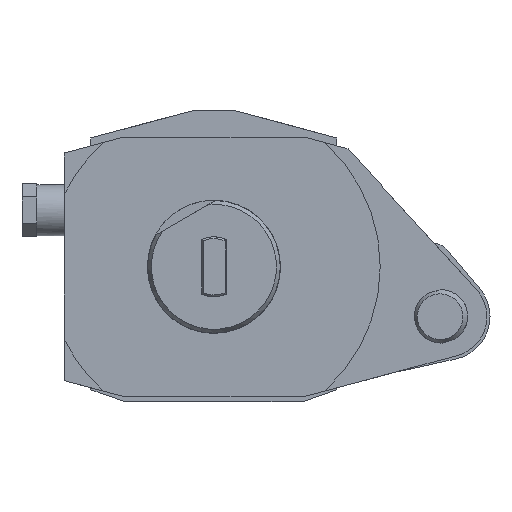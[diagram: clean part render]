
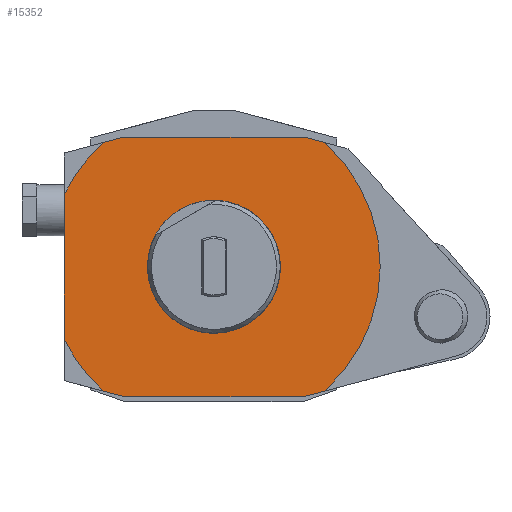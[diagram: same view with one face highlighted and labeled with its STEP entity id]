
A CAD part, front view. The second image highlights one B-rep face of the part: STEP entity #15352.
In plain terms, the highlighted planar face has unit normal (0, -1, 0).
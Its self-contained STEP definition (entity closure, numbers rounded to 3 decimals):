
#17 = VERTEX_POINT ( 'NONE', #25544 ) ;
#107 = LINE ( 'NONE', #25571, #21379 ) ;
#1151 = DIRECTION ( 'NONE',  ( 0.966, 0., 0.259 ) ) ;
#2173 = ORIENTED_EDGE ( 'NONE', *, *, #9073, .F. ) ;
#2235 = VECTOR ( 'NONE', #24121, 1000. ) ;
#2717 = DIRECTION ( 'NONE',  ( -1., 0., 0. ) ) ;
#3071 = DIRECTION ( 'NONE',  ( 0., 1., 0. ) ) ;
#3115 = ORIENTED_EDGE ( 'NONE', *, *, #21075, .T. ) ;
#3132 = CARTESIAN_POINT ( 'NONE',  ( 0., 0., 0. ) ) ;
#3309 = VECTOR ( 'NONE', #1151, 1000. ) ;
#3314 = CARTESIAN_POINT ( 'NONE',  ( -19.8, 0., 0. ) ) ;
#3376 = CARTESIAN_POINT ( 'NONE',  ( 31.35, 0., 37.883 ) ) ;
#3463 = ORIENTED_EDGE ( 'NONE', *, *, #14269, .F. ) ;
#3571 = VERTEX_POINT ( 'NONE', #18860 ) ;
#3644 = CIRCLE ( 'NONE', #17327, 19.8 ) ;
#4478 = ORIENTED_EDGE ( 'NONE', *, *, #18735, .T. ) ;
#4895 = CARTESIAN_POINT ( 'NONE',  ( 21.2, 0., 0. ) ) ;
#5424 = LINE ( 'NONE', #24355, #6681 ) ;
#5700 = AXIS2_PLACEMENT_3D ( 'NONE', #12918, #10581, #21102 ) ;
#6142 = VECTOR ( 'NONE', #9224, 1000. ) ;
#6454 = VERTEX_POINT ( 'NONE', #22917 ) ;
#6681 = VECTOR ( 'NONE', #19820, 1000. ) ;
#7388 = DIRECTION ( 'NONE',  ( 1., 0., 0. ) ) ;
#7517 = LINE ( 'NONE', #3376, #2235 ) ;
#7742 = ORIENTED_EDGE ( 'NONE', *, *, #26351, .F. ) ;
#8537 = VERTEX_POINT ( 'NONE', #12636 ) ;
#8576 = ORIENTED_EDGE ( 'NONE', *, *, #10117, .F. ) ;
#9073 = EDGE_CURVE ( 'NONE', #8537, #9325, #18081, .T. ) ;
#9224 = DIRECTION ( 'NONE',  ( -0.966, 0., -0.259 ) ) ;
#9237 = DIRECTION ( 'NONE',  ( 0., 1., 0. ) ) ;
#9325 = VERTEX_POINT ( 'NONE', #23391 ) ;
#9334 = CARTESIAN_POINT ( 'NONE',  ( 0., 0., 39. ) ) ;
#9447 = CARTESIAN_POINT ( 'NONE',  ( 33.199, 0., 37.387 ) ) ;
#9719 = DIRECTION ( 'NONE',  ( -1., 0., 0. ) ) ;
#9951 = ORIENTED_EDGE ( 'NONE', *, *, #16014, .F. ) ;
#10007 = CARTESIAN_POINT ( 'NONE',  ( -45., 0., 0. ) ) ;
#10117 = EDGE_CURVE ( 'NONE', #3571, #6454, #19860, .T. ) ;
#10581 = DIRECTION ( 'NONE',  ( 0., 1., 0. ) ) ;
#11257 = DIRECTION ( 'NONE',  ( 0., 1., 0. ) ) ;
#11308 = LINE ( 'NONE', #18078, #6142 ) ;
#11392 = VERTEX_POINT ( 'NONE', #20933 ) ;
#12094 = VERTEX_POINT ( 'NONE', #9447 ) ;
#12636 = CARTESIAN_POINT ( 'NONE',  ( -33.2, 0., -37.387 ) ) ;
#12918 = CARTESIAN_POINT ( 'NONE',  ( 0., 0., 0. ) ) ;
#13154 = VERTEX_POINT ( 'NONE', #13261 ) ;
#13261 = CARTESIAN_POINT ( 'NONE',  ( -45., 0., 21.794 ) ) ;
#13348 = CARTESIAN_POINT ( 'NONE',  ( -27.18, 0., -39. ) ) ;
#13519 = LINE ( 'NONE', #17788, #3309 ) ;
#13649 = CARTESIAN_POINT ( 'NONE',  ( -33.2, 0., 37.387 ) ) ;
#13846 = EDGE_CURVE ( 'NONE', #13154, #14183, #20874, .T. ) ;
#14183 = VERTEX_POINT ( 'NONE', #13649 ) ;
#14251 = ORIENTED_EDGE ( 'NONE', *, *, #17488, .F. ) ;
#14269 = EDGE_CURVE ( 'NONE', #22402, #22402, #3644, .T. ) ;
#14329 = DIRECTION ( 'NONE',  ( -1., 0., 0. ) ) ;
#15194 = AXIS2_PLACEMENT_3D ( 'NONE', #15946, #3071, #9719 ) ;
#15352 = ADVANCED_FACE ( 'Defeature completata1_4', ( #25912, #17902 ), #15818, .F. ) ;
#15358 = VERTEX_POINT ( 'NONE', #13348 ) ;
#15818 = PLANE ( 'NONE',  #23488 ) ;
#15946 = CARTESIAN_POINT ( 'NONE',  ( 0., 0., 0. ) ) ;
#16014 = EDGE_CURVE ( 'NONE', #12094, #11392, #20965, .T. ) ;
#16531 = DIRECTION ( 'NONE',  ( 0., -1., 0. ) ) ;
#16969 = EDGE_LOOP ( 'NONE', ( #3463 ) ) ;
#17023 = ORIENTED_EDGE ( 'NONE', *, *, #13846, .F. ) ;
#17327 = AXIS2_PLACEMENT_3D ( 'NONE', #24669, #16531, #14329 ) ;
#17488 = EDGE_CURVE ( 'NONE', #15358, #8537, #107, .T. ) ;
#17788 = CARTESIAN_POINT ( 'NONE',  ( 31.351, 0., -37.882 ) ) ;
#17902 = FACE_BOUND ( 'NONE', #16969, .T. ) ;
#18078 = CARTESIAN_POINT ( 'NONE',  ( 8.209, 0., 48.483 ) ) ;
#18081 = CIRCLE ( 'NONE', #5700, 50. ) ;
#18310 = LINE ( 'NONE', #10007, #18627 ) ;
#18627 = VECTOR ( 'NONE', #24650, 1000. ) ;
#18709 = ORIENTED_EDGE ( 'NONE', *, *, #19871, .T. ) ;
#18735 = EDGE_CURVE ( 'NONE', #17, #11392, #13519, .T. ) ;
#18860 = CARTESIAN_POINT ( 'NONE',  ( -27.18, 0., 39. ) ) ;
#19820 = DIRECTION ( 'NONE',  ( 1., 0., 0. ) ) ;
#19860 = LINE ( 'NONE', #9334, #20340 ) ;
#19871 = EDGE_CURVE ( 'NONE', #3571, #14183, #11308, .T. ) ;
#20340 = VECTOR ( 'NONE', #7388, 1000. ) ;
#20467 = ORIENTED_EDGE ( 'NONE', *, *, #20878, .F. ) ;
#20874 = CIRCLE ( 'NONE', #26144, 50. ) ;
#20878 = EDGE_CURVE ( 'NONE', #6454, #12094, #7517, .T. ) ;
#20933 = CARTESIAN_POINT ( 'NONE',  ( 33.2, 0., -37.387 ) ) ;
#20965 = CIRCLE ( 'NONE', #15194, 50. ) ;
#21075 = EDGE_CURVE ( 'NONE', #15358, #17, #5424, .T. ) ;
#21102 = DIRECTION ( 'NONE',  ( -1., 0., 0. ) ) ;
#21379 = VECTOR ( 'NONE', #21446, 1000. ) ;
#21446 = DIRECTION ( 'NONE',  ( -0.966, 0., 0.259 ) ) ;
#22402 = VERTEX_POINT ( 'NONE', #3314 ) ;
#22917 = CARTESIAN_POINT ( 'NONE',  ( 27.18, 0., 39. ) ) ;
#23391 = CARTESIAN_POINT ( 'NONE',  ( -45., 0., -21.794 ) ) ;
#23488 = AXIS2_PLACEMENT_3D ( 'NONE', #4895, #11257, #26058 ) ;
#24121 = DIRECTION ( 'NONE',  ( 0.966, 0., -0.259 ) ) ;
#24355 = CARTESIAN_POINT ( 'NONE',  ( 0., 0., -39. ) ) ;
#24650 = DIRECTION ( 'NONE',  ( 0., 0., 1. ) ) ;
#24669 = CARTESIAN_POINT ( 'NONE',  ( 0., 0., 0. ) ) ;
#25003 = EDGE_LOOP ( 'NONE', ( #8576, #18709, #17023, #7742, #2173, #14251, #3115, #4478, #9951, #20467 ) ) ;
#25544 = CARTESIAN_POINT ( 'NONE',  ( 27.18, 0., -39. ) ) ;
#25571 = CARTESIAN_POINT ( 'NONE',  ( 8.209, 0., -48.483 ) ) ;
#25912 = FACE_OUTER_BOUND ( 'NONE', #25003, .T. ) ;
#26058 = DIRECTION ( 'NONE',  ( -1., 0., 0. ) ) ;
#26144 = AXIS2_PLACEMENT_3D ( 'NONE', #3132, #9237, #2717 ) ;
#26351 = EDGE_CURVE ( 'NONE', #9325, #13154, #18310, .T. ) ;
